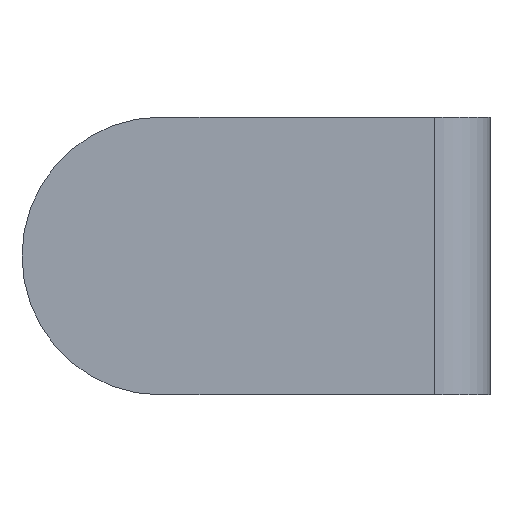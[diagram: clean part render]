
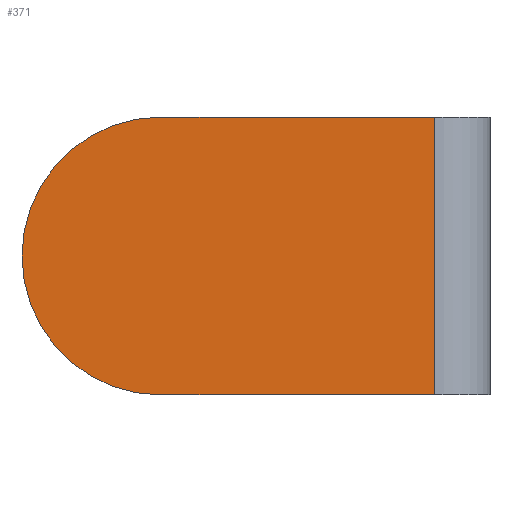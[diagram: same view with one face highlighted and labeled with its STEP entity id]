
A CAD part, left-side view. The second image highlights one B-rep face of the part: STEP entity #371.
In plain terms, the highlighted planar face has unit normal (-1, 0, 0).
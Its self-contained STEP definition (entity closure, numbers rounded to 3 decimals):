
#23=PLANE('',#439);
#38=LINE('',#628,#66);
#49=LINE('',#664,#77);
#51=LINE('',#667,#79);
#66=VECTOR('',#515,10.);
#77=VECTOR('',#552,10.);
#79=VECTOR('',#556,10.);
#109=FACE_OUTER_BOUND('',#132,.T.);
#132=EDGE_LOOP('',(#329,#330,#331,#332));
#160=CIRCLE('',#440,5.);
#179=VERTEX_POINT('',#625);
#180=VERTEX_POINT('',#627);
#191=VERTEX_POINT('',#661);
#192=VERTEX_POINT('',#663);
#223=EDGE_CURVE('',#179,#180,#38,.T.);
#240=EDGE_CURVE('',#191,#192,#49,.T.);
#242=EDGE_CURVE('',#191,#180,#51,.T.);
#243=EDGE_CURVE('',#192,#179,#160,.T.);
#329=ORIENTED_EDGE('',*,*,#242,.T.);
#330=ORIENTED_EDGE('',*,*,#223,.F.);
#331=ORIENTED_EDGE('',*,*,#243,.F.);
#332=ORIENTED_EDGE('',*,*,#240,.F.);
#371=ADVANCED_FACE('',(#109),#23,.F.);
#439=AXIS2_PLACEMENT_3D('',#666,#554,#555);
#440=AXIS2_PLACEMENT_3D('',#668,#557,#558);
#515=DIRECTION('',(0.,-1.,0.));
#552=DIRECTION('',(0.,1.,0.));
#554=DIRECTION('center_axis',(1.,0.,0.));
#555=DIRECTION('ref_axis',(0.,0.,1.));
#556=DIRECTION('',(0.,0.,1.));
#557=DIRECTION('center_axis',(1.,0.,0.));
#558=DIRECTION('ref_axis',(0.,1.,0.));
#625=CARTESIAN_POINT('',(-2.,11.843,5.));
#627=CARTESIAN_POINT('',(-2.,2.,5.));
#628=CARTESIAN_POINT('',(-2.,11.843,5.));
#661=CARTESIAN_POINT('',(-2.,2.,-5.));
#663=CARTESIAN_POINT('',(-2.,11.843,-5.));
#664=CARTESIAN_POINT('',(-2.,-8.157,-5.));
#666=CARTESIAN_POINT('Origin',(-2.,1.843,0.));
#667=CARTESIAN_POINT('',(-2.,2.,0.));
#668=CARTESIAN_POINT('Origin',(-2.,11.843,0.));
